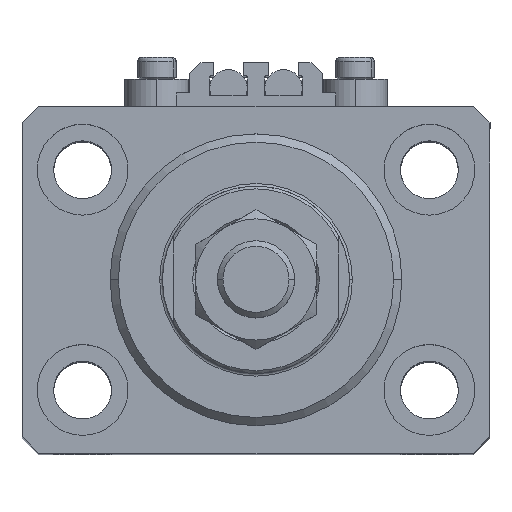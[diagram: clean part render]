
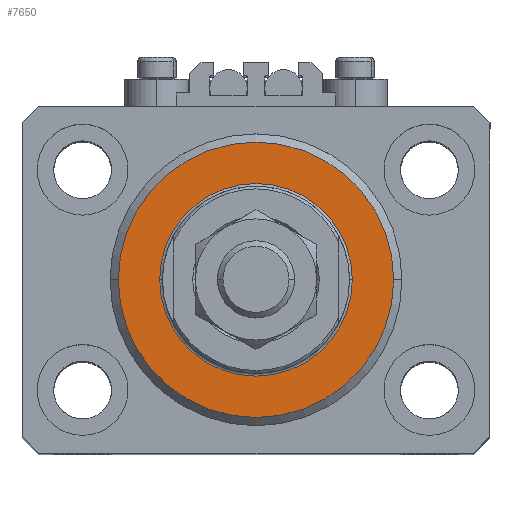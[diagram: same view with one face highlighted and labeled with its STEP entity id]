
A CAD part, top view. The second image highlights one B-rep face of the part: STEP entity #7650.
In plain terms, the highlighted face is planar.
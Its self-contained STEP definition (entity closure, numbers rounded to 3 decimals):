
#1319 = EDGE_CURVE ( 'NONE', #15162, #46459, #19404, .T. ) ;
#2649 = DIRECTION ( 'NONE',  ( 0., 0., 1. ) ) ;
#2883 = EDGE_LOOP ( 'NONE', ( #50238, #17691 ) ) ;
#3832 = DIRECTION ( 'NONE',  ( 0., 0., -1. ) ) ;
#7550 = AXIS2_PLACEMENT_3D ( 'NONE', #38274, #2649, #50637 ) ;
#7650 = ADVANCED_FACE ( 'NONE', ( #9409, #13554 ), #45804, .F. ) ;
#8820 = ORIENTED_EDGE ( 'NONE', *, *, #1319, .T. ) ;
#9409 = FACE_BOUND ( 'NONE', #25173, .T. ) ;
#9757 = CARTESIAN_POINT ( 'NONE',  ( 17.5, 0., 0. ) ) ;
#13554 = FACE_OUTER_BOUND ( 'NONE', #2883, .T. ) ;
#13823 = CARTESIAN_POINT ( 'NONE',  ( 0., 0., 0. ) ) ;
#14600 = EDGE_CURVE ( 'NONE', #46459, #15162, #20741, .T. ) ;
#15162 = VERTEX_POINT ( 'NONE', #9757 ) ;
#17691 = ORIENTED_EDGE ( 'NONE', *, *, #18229, .T. ) ;
#17946 = DIRECTION ( 'NONE',  ( 0., 0., 1. ) ) ;
#18004 = DIRECTION ( 'NONE',  ( 0., 0., -1. ) ) ;
#18229 = EDGE_CURVE ( 'NONE', #18737, #29205, #40678, .T. ) ;
#18737 = VERTEX_POINT ( 'NONE', #21148 ) ;
#19404 = CIRCLE ( 'NONE', #41661, 17.5 ) ;
#20032 = CARTESIAN_POINT ( 'NONE',  ( 0., 0., 0. ) ) ;
#20553 = CIRCLE ( 'NONE', #36218, 25. ) ;
#20741 = CIRCLE ( 'NONE', #7550, 17.5 ) ;
#21148 = CARTESIAN_POINT ( 'NONE',  ( -25., 0., 0. ) ) ;
#25173 = EDGE_LOOP ( 'NONE', ( #8820, #39348 ) ) ;
#25506 = CARTESIAN_POINT ( 'NONE',  ( -17.5, 0., 0. ) ) ;
#28025 = DIRECTION ( 'NONE',  ( 0., 0., 1. ) ) ;
#28281 = DIRECTION ( 'NONE',  ( 1., 0., 0. ) ) ;
#29205 = VERTEX_POINT ( 'NONE', #37342 ) ;
#36218 = AXIS2_PLACEMENT_3D ( 'NONE', #38953, #3832, #50306 ) ;
#36619 = EDGE_CURVE ( 'NONE', #29205, #18737, #20553, .T. ) ;
#37293 = DIRECTION ( 'NONE',  ( 1., 0., 0. ) ) ;
#37342 = CARTESIAN_POINT ( 'NONE',  ( 25., 0., 0. ) ) ;
#37620 = CARTESIAN_POINT ( 'NONE',  ( 0., 0., 0. ) ) ;
#38274 = CARTESIAN_POINT ( 'NONE',  ( 0., 0., 0. ) ) ;
#38953 = CARTESIAN_POINT ( 'NONE',  ( 0., 0., 0. ) ) ;
#39348 = ORIENTED_EDGE ( 'NONE', *, *, #14600, .T. ) ;
#40678 = CIRCLE ( 'NONE', #48079, 25. ) ;
#40710 = DIRECTION ( 'NONE',  ( 1., 0., 0. ) ) ;
#41661 = AXIS2_PLACEMENT_3D ( 'NONE', #20032, #28025, #28281 ) ;
#45038 = AXIS2_PLACEMENT_3D ( 'NONE', #13823, #17946, #37293 ) ;
#45804 = PLANE ( 'NONE',  #45038 ) ;
#46459 = VERTEX_POINT ( 'NONE', #25506 ) ;
#48079 = AXIS2_PLACEMENT_3D ( 'NONE', #37620, #18004, #40710 ) ;
#50238 = ORIENTED_EDGE ( 'NONE', *, *, #36619, .T. ) ;
#50306 = DIRECTION ( 'NONE',  ( 1., 0., 0. ) ) ;
#50637 = DIRECTION ( 'NONE',  ( 1., 0., 0. ) ) ;
